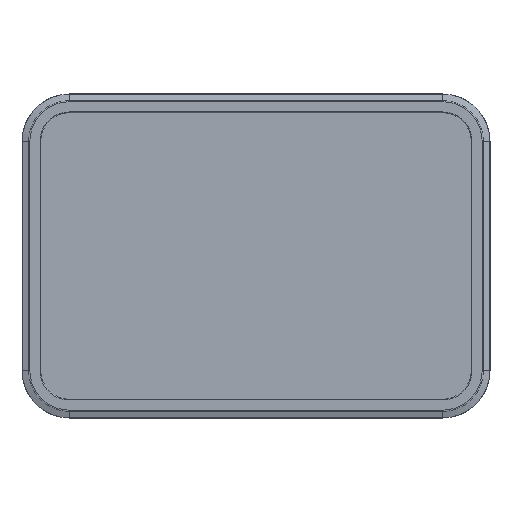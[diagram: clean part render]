
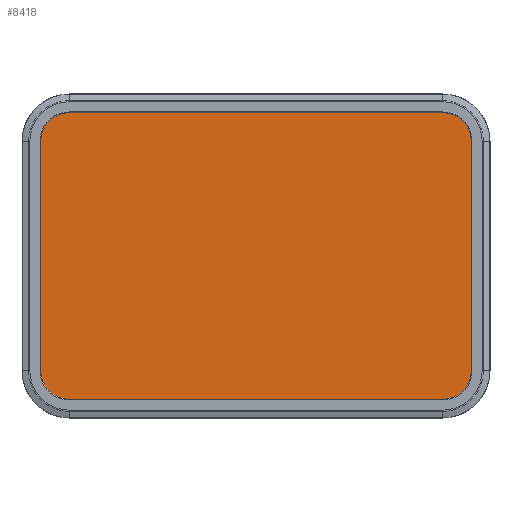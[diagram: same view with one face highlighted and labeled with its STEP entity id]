
A CAD part, top view. The second image highlights one B-rep face of the part: STEP entity #8418.
In plain terms, the highlighted planar face has unit normal (0, 0, 1).
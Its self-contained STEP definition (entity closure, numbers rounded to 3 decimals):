
#67 = CIRCLE ( 'NONE', #12366, 46.5 ) ;
#225 = ORIENTED_EDGE ( 'NONE', *, *, #10318, .T. ) ;
#235 = PLANE ( 'NONE',  #9417 ) ;
#426 = EDGE_CURVE ( 'NONE', #10719, #2849, #2518, .T. ) ;
#519 = EDGE_CURVE ( 'NONE', #11047, #11792, #9710, .T. ) ;
#605 = AXIS2_PLACEMENT_3D ( 'NONE', #12222, #10904, #9606 ) ;
#901 = ORIENTED_EDGE ( 'NONE', *, *, #12199, .T. ) ;
#1287 = EDGE_CURVE ( 'NONE', #4636, #10719, #9911, .T. ) ;
#1649 = DIRECTION ( 'NONE',  ( 1., 0., 0. ) ) ;
#2497 = CARTESIAN_POINT ( 'NONE',  ( 259.5, 206., 6.8 ) ) ;
#2518 = CIRCLE ( 'NONE', #3909, 46.5 ) ;
#2803 = CIRCLE ( 'NONE', #605, 46.5 ) ;
#2849 = VERTEX_POINT ( 'NONE', #12057 ) ;
#2931 = DIRECTION ( 'NONE',  ( 0., 0., 1. ) ) ;
#3342 = VERTEX_POINT ( 'NONE', #11807 ) ;
#3543 = ORIENTED_EDGE ( 'NONE', *, *, #9992, .T. ) ;
#3773 = VERTEX_POINT ( 'NONE', #4194 ) ;
#3909 = AXIS2_PLACEMENT_3D ( 'NONE', #10933, #9638, #8338 ) ;
#3955 = DIRECTION ( 'NONE',  ( 0., -1., 0. ) ) ;
#4194 = CARTESIAN_POINT ( 'NONE',  ( -259.5, -206., 6.8 ) ) ;
#4252 = CARTESIAN_POINT ( 'NONE',  ( 259.5, -159.5, 6.8 ) ) ;
#4311 = ORIENTED_EDGE ( 'NONE', *, *, #11058, .T. ) ;
#4544 = CARTESIAN_POINT ( 'NONE',  ( -259.5, 206., 6.8 ) ) ;
#4636 = VERTEX_POINT ( 'NONE', #2497 ) ;
#4837 = DIRECTION ( 'NONE',  ( -1., 0., 0. ) ) ;
#5280 = CARTESIAN_POINT ( 'NONE',  ( -306., 159.5, 6.8 ) ) ;
#5875 = ORIENTED_EDGE ( 'NONE', *, *, #519, .T. ) ;
#5967 = VECTOR ( 'NONE', #7312, 1000. ) ;
#6147 = DIRECTION ( 'NONE',  ( 0., 0., 1. ) ) ;
#6287 = ORIENTED_EDGE ( 'NONE', *, *, #1287, .T. ) ;
#6572 = LINE ( 'NONE', #5280, #12302 ) ;
#7014 = EDGE_LOOP ( 'NONE', ( #225, #6287, #9399, #11482, #4311, #3543, #901, #5875 ) ) ;
#7108 = DIRECTION ( 'NONE',  ( 0., 1., 0. ) ) ;
#7312 = DIRECTION ( 'NONE',  ( -1., 0., 0. ) ) ;
#7395 = DIRECTION ( 'NONE',  ( 1., 0., 0. ) ) ;
#7445 = CARTESIAN_POINT ( 'NONE',  ( -259.5, -159.5, 6.8 ) ) ;
#7735 = DIRECTION ( 'NONE',  ( 1., 0., 0. ) ) ;
#8095 = VERTEX_POINT ( 'NONE', #9433 ) ;
#8338 = DIRECTION ( 'NONE',  ( -1., 0., 0. ) ) ;
#8408 = CARTESIAN_POINT ( 'NONE',  ( 306., 159.5, 6.8 ) ) ;
#8418 = ADVANCED_FACE ( 'NONE', ( #10718 ), #235, .T. ) ;
#8487 = CARTESIAN_POINT ( 'NONE',  ( 306., 159.5, 6.8 ) ) ;
#8609 = CARTESIAN_POINT ( 'NONE',  ( -259.5, 206., 6.8 ) ) ;
#8694 = CARTESIAN_POINT ( 'NONE',  ( -259.5, -206., 6.8 ) ) ;
#9038 = DIRECTION ( 'NONE',  ( 0., 0., 1. ) ) ;
#9050 = CARTESIAN_POINT ( 'NONE',  ( 306., -159.5, 6.8 ) ) ;
#9163 = EDGE_CURVE ( 'NONE', #2849, #8095, #6572, .T. ) ;
#9399 = ORIENTED_EDGE ( 'NONE', *, *, #426, .T. ) ;
#9417 = AXIS2_PLACEMENT_3D ( 'NONE', #10339, #9038, #7735 ) ;
#9433 = CARTESIAN_POINT ( 'NONE',  ( -306., -159.5, 6.8 ) ) ;
#9606 = DIRECTION ( 'NONE',  ( 1., 0., 0. ) ) ;
#9638 = DIRECTION ( 'NONE',  ( 0., 0., 1. ) ) ;
#9710 = LINE ( 'NONE', #8408, #12306 ) ;
#9911 = LINE ( 'NONE', #8609, #5967 ) ;
#9992 = EDGE_CURVE ( 'NONE', #3773, #3342, #9996, .T. ) ;
#9996 = LINE ( 'NONE', #8694, #10853 ) ;
#10318 = EDGE_CURVE ( 'NONE', #11792, #4636, #2803, .T. ) ;
#10339 = CARTESIAN_POINT ( 'NONE',  ( 259.5, 159.5, 6.8 ) ) ;
#10713 = CIRCLE ( 'NONE', #12595, 46.5 ) ;
#10718 = FACE_OUTER_BOUND ( 'NONE', #7014, .T. ) ;
#10719 = VERTEX_POINT ( 'NONE', #4544 ) ;
#10853 = VECTOR ( 'NONE', #7395, 1000. ) ;
#10904 = DIRECTION ( 'NONE',  ( 0., 0., 1. ) ) ;
#10933 = CARTESIAN_POINT ( 'NONE',  ( -259.5, 159.5, 6.8 ) ) ;
#11047 = VERTEX_POINT ( 'NONE', #9050 ) ;
#11058 = EDGE_CURVE ( 'NONE', #8095, #3773, #10713, .T. ) ;
#11482 = ORIENTED_EDGE ( 'NONE', *, *, #9163, .T. ) ;
#11792 = VERTEX_POINT ( 'NONE', #8487 ) ;
#11807 = CARTESIAN_POINT ( 'NONE',  ( 259.5, -206., 6.8 ) ) ;
#12057 = CARTESIAN_POINT ( 'NONE',  ( -306., 159.5, 6.8 ) ) ;
#12199 = EDGE_CURVE ( 'NONE', #3342, #11047, #67, .T. ) ;
#12222 = CARTESIAN_POINT ( 'NONE',  ( 259.5, 159.5, 6.8 ) ) ;
#12302 = VECTOR ( 'NONE', #3955, 1000. ) ;
#12306 = VECTOR ( 'NONE', #7108, 1000. ) ;
#12366 = AXIS2_PLACEMENT_3D ( 'NONE', #4252, #2931, #1649 ) ;
#12595 = AXIS2_PLACEMENT_3D ( 'NONE', #7445, #6147, #4837 ) ;
